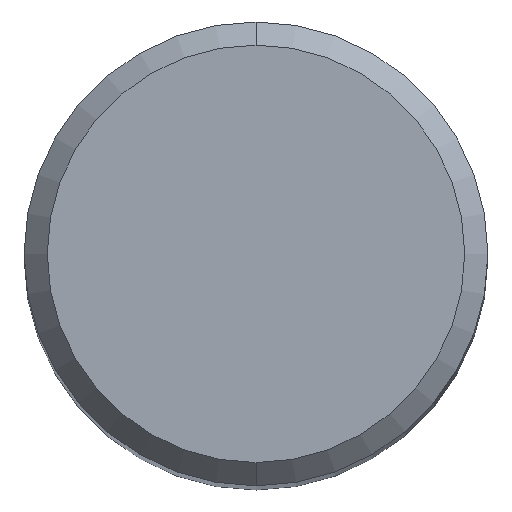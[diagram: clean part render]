
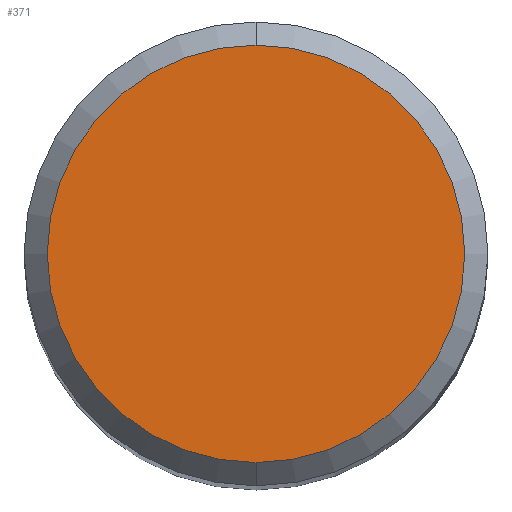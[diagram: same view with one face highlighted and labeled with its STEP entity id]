
A CAD part, top view. The second image highlights one B-rep face of the part: STEP entity #371.
In plain terms, the highlighted planar face has unit normal (0, 0, 1).
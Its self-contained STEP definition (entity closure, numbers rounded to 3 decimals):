
#191=EDGE_CURVE('',#373,#359,#485,.T.);
#273=EDGE_CURVE('',#359,#373,#575,.T.);
#359=VERTEX_POINT('',#667);
#371=ADVANCED_FACE('',(#679),#680,.T.);
#373=VERTEX_POINT('',#682);
#485=CIRCLE('',#811,3.6);
#575=CIRCLE('',#987,3.6);
#667=CARTESIAN_POINT('',(0.,-3.6,40.788));
#679=FACE_OUTER_BOUND('',#1268,.T.);
#680=PLANE('',#1269);
#682=CARTESIAN_POINT('',(0.0,3.6,40.788));
#811=AXIS2_PLACEMENT_3D('',#1441,#1442,#1443);
#987=AXIS2_PLACEMENT_3D('',#1539,#1540,#1541);
#1268=EDGE_LOOP('',(#1639,#1640));
#1269=AXIS2_PLACEMENT_3D('',#1641,#1642,#1643);
#1441=CARTESIAN_POINT('',(0.0,0.0,40.788));
#1442=DIRECTION('',(0.0,0.0,-1.0));
#1443=DIRECTION('',(0.0,1.0,0.0));
#1539=CARTESIAN_POINT('',(0.0,0.0,40.788));
#1540=DIRECTION('',(0.0,0.0,-1.0));
#1541=DIRECTION('',(0.0,1.0,0.0));
#1639=ORIENTED_EDGE('',*,*,#191,.F.);
#1640=ORIENTED_EDGE('',*,*,#273,.F.);
#1641=CARTESIAN_POINT('',(0.0,1.8,40.788));
#1642=DIRECTION('',(0.0,0.0,1.0));
#1643=DIRECTION('',(0.0,-1.0,0.0));
